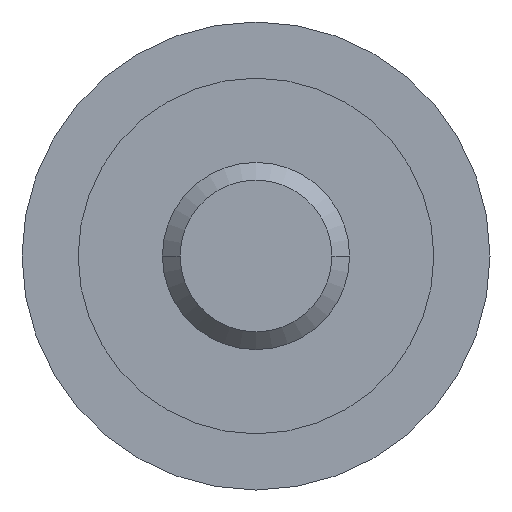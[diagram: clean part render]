
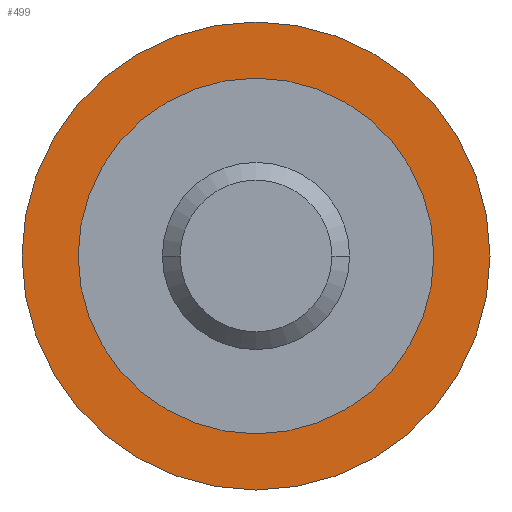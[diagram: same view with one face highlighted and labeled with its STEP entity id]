
A CAD part, front view. The second image highlights one B-rep face of the part: STEP entity #499.
In plain terms, the highlighted planar face has unit normal (0, -1, 0).
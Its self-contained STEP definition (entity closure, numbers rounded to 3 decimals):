
#209=VERTEX_POINT('',#557);
#243=EDGE_CURVE('',#299,#209,#601,.T.);
#299=VERTEX_POINT('',#662);
#339=EDGE_CURVE('',#375,#433,#711,.T.);
#375=VERTEX_POINT('',#749);
#433=VERTEX_POINT('',#815);
#451=EDGE_CURVE('',#433,#375,#835,.T.);
#499=ADVANCED_FACE('',(#890,#891),#892,.T.);
#507=EDGE_CURVE('',#209,#299,#900,.T.);
#557=CARTESIAN_POINT('',(3.8,0.0,0.));
#601=CIRCLE('',#995,3.8);
#662=CARTESIAN_POINT('',(-3.8,0.0,0.));
#711=CIRCLE('',#1135,5.0);
#749=CARTESIAN_POINT('',(-5.0,0.0,0.));
#815=CARTESIAN_POINT('',(5.0,0.0,0.0));
#835=CIRCLE('',#1297,5.0);
#890=FACE_BOUND('',#1371,.T.);
#891=FACE_OUTER_BOUND('',#1372,.T.);
#892=PLANE('',#1373);
#900=CIRCLE('',#1384,3.8);
#995=AXIS2_PLACEMENT_3D('',#1486,#1487,#1488);
#1135=AXIS2_PLACEMENT_3D('',#1642,#1643,#1644);
#1297=AXIS2_PLACEMENT_3D('',#1787,#1788,#1789);
#1371=EDGE_LOOP('',(#1851,#1852));
#1372=EDGE_LOOP('',(#1853,#1854));
#1373=AXIS2_PLACEMENT_3D('',#1855,#1856,#1857);
#1384=AXIS2_PLACEMENT_3D('',#1864,#1865,#1866);
#1486=CARTESIAN_POINT('',(0.0,0.0,0.0));
#1487=DIRECTION('',(-0.0,1.0,0.0));
#1488=DIRECTION('',(1.0,0.0,0.0));
#1642=CARTESIAN_POINT('',(0.0,0.0,0.0));
#1643=DIRECTION('',(0.0,-1.0,0.0));
#1644=DIRECTION('',(1.0,0.0,0.0));
#1787=CARTESIAN_POINT('',(0.0,0.0,0.0));
#1788=DIRECTION('',(0.0,-1.0,0.0));
#1789=DIRECTION('',(1.0,0.0,0.0));
#1851=ORIENTED_EDGE('',*,*,#243,.T.);
#1852=ORIENTED_EDGE('',*,*,#507,.T.);
#1853=ORIENTED_EDGE('',*,*,#451,.T.);
#1854=ORIENTED_EDGE('',*,*,#339,.T.);
#1855=CARTESIAN_POINT('',(0.0,0.0,0.0));
#1856=DIRECTION('',(0.0,-1.0,0.0));
#1857=DIRECTION('',(-1.0,0.0,0.0));
#1864=CARTESIAN_POINT('',(0.0,0.0,0.0));
#1865=DIRECTION('',(-0.0,1.0,0.0));
#1866=DIRECTION('',(1.0,0.0,0.0));
